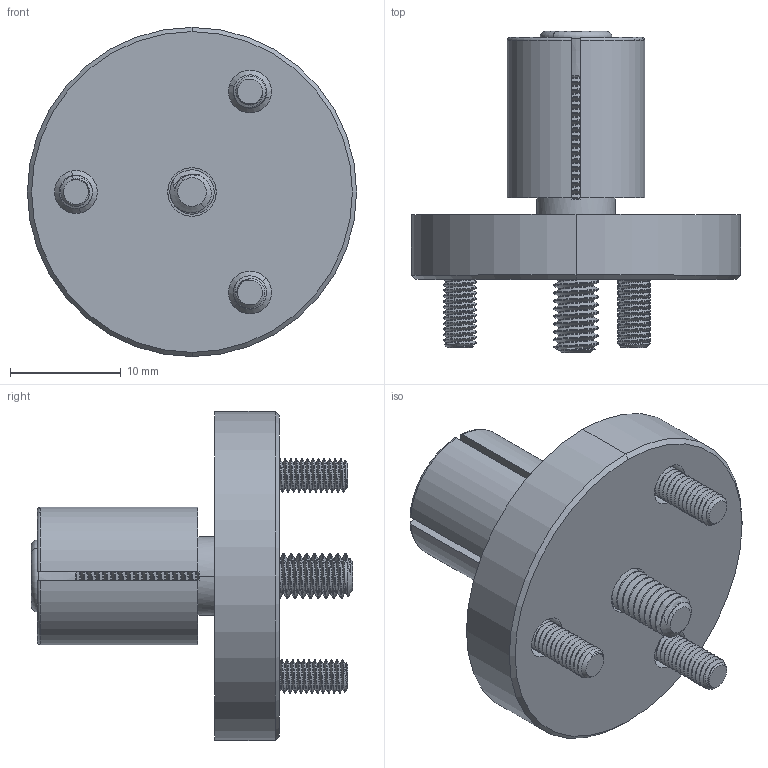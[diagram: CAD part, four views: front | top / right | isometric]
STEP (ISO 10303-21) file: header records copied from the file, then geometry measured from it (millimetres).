
FILE_DESCRIPTION (( 'STEP AP214' ), '1' );
FILE_NAME ('38050DD for Step as Part.STEP', '2022-03-11T19:22:52', ( '' ), ( '' ), 'SwSTEP 2.0', 'SolidWorks 2021', '' );
FILE_SCHEMA (( 'AUTOMOTIVE_DESIGN' ));
Length unit declared in the file: inch
Products named in the file (1): 38050DD for Step as Part
Bounding box: 29.72 x 29 x 29.72 mm (x, y, z)
Volume: 5426.7 mm3; surface area: 4669.1 mm2
Topology: 5 solids, 5 shells, 519 faces, 1432 edges, 931 vertices
Faces by surface type: cylinder 373, plane 66, cone 62, torus 10, bspline 8
Entity records: 31092 total; most frequent: CARTESIAN_POINT 13114, ORIENTED_EDGE 2864, DIRECTION 1861, EDGE_CURVE 1432, VERTEX_POINT 931, AXIS2_PLACEMENT_3D 679, EDGE_LOOP 535, DIMENSIONAL_EXPONENTS 526
